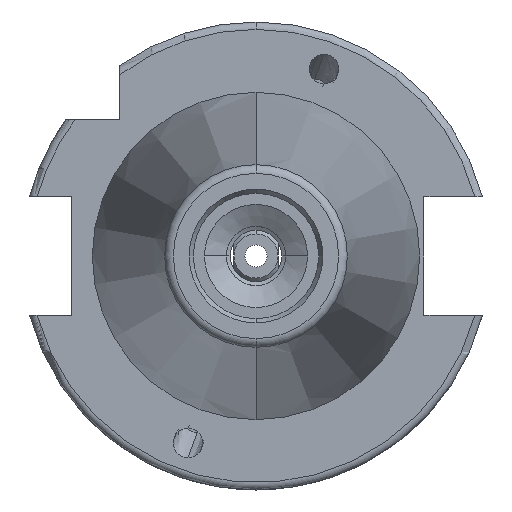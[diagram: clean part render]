
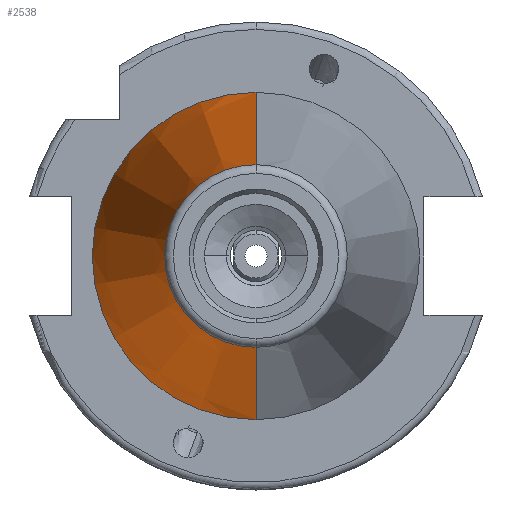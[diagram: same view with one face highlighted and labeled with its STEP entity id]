
A CAD part, left-side view. The second image highlights one B-rep face of the part: STEP entity #2538.
In plain terms, the highlighted conical face has half-angle 8.297 degrees and reference radius 22.225 mm.
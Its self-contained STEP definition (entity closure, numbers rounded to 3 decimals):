
#1 = AXIS2_PLACEMENT_3D ( 'NONE', #8601, #4768, #616 ) ;
#100 = CARTESIAN_POINT ( 'NONE',  ( 0., -22.225, 0. ) ) ;
#321 = CARTESIAN_POINT ( 'NONE',  ( 0., 22.225, 0. ) ) ;
#616 = DIRECTION ( 'NONE',  ( 0., -1., 0. ) ) ;
#1066 = ORIENTED_EDGE ( 'NONE', *, *, #8481, .F. ) ;
#1069 = ORIENTED_EDGE ( 'NONE', *, *, #8089, .F. ) ;
#1284 = CARTESIAN_POINT ( 'NONE',  ( -67.373, 12.4, 0. ) ) ;
#1297 = DIRECTION ( 'NONE',  ( 0.99, -0.144, 0. ) ) ;
#1903 = FACE_OUTER_BOUND ( 'NONE', #3520, .T. ) ;
#2192 = VERTEX_POINT ( 'NONE', #100 ) ;
#2321 = VERTEX_POINT ( 'NONE', #1284 ) ;
#2435 = VERTEX_POINT ( 'NONE', #5077 ) ;
#2538 = ADVANCED_FACE ( 'NONE', ( #1903 ), #8358, .T. ) ;
#2676 = CARTESIAN_POINT ( 'NONE',  ( 0., 0., 0. ) ) ;
#2683 = AXIS2_PLACEMENT_3D ( 'NONE', #3033, #3738, #4088 ) ;
#3033 = CARTESIAN_POINT ( 'NONE',  ( 0., 0., 0. ) ) ;
#3402 = DIRECTION ( 'NONE',  ( 0., -1., 0. ) ) ;
#3520 = EDGE_LOOP ( 'NONE', ( #1069, #7971, #5161, #1066 ) ) ;
#3625 = VERTEX_POINT ( 'NONE', #7426 ) ;
#3738 = DIRECTION ( 'NONE',  ( 1., 0., 0. ) ) ;
#4088 = DIRECTION ( 'NONE',  ( 0., 1., 0. ) ) ;
#4090 = CARTESIAN_POINT ( 'NONE',  ( 0., -22.225, 0. ) ) ;
#4631 = CIRCLE ( 'NONE', #7982, 22.225 ) ;
#4738 = CIRCLE ( 'NONE', #1, 12.4 ) ;
#4768 = DIRECTION ( 'NONE',  ( -1., 0., 0. ) ) ;
#5077 = CARTESIAN_POINT ( 'NONE',  ( 0., 22.225, 0. ) ) ;
#5161 = ORIENTED_EDGE ( 'NONE', *, *, #7499, .T. ) ;
#5833 = VECTOR ( 'NONE', #1297, 1000. ) ;
#6135 = VECTOR ( 'NONE', #6422, 1000. ) ;
#6422 = DIRECTION ( 'NONE',  ( 0.99, 0.144, 0. ) ) ;
#7314 = DIRECTION ( 'NONE',  ( -1., 0., 0. ) ) ;
#7426 = CARTESIAN_POINT ( 'NONE',  ( -67.373, -12.4, 0. ) ) ;
#7499 = EDGE_CURVE ( 'NONE', #2192, #2435, #4631, .T. ) ;
#7543 = LINE ( 'NONE', #4090, #5833 ) ;
#7856 = LINE ( 'NONE', #321, #6135 ) ;
#7971 = ORIENTED_EDGE ( 'NONE', *, *, #8101, .T. ) ;
#7982 = AXIS2_PLACEMENT_3D ( 'NONE', #2676, #7314, #3402 ) ;
#8089 = EDGE_CURVE ( 'NONE', #3625, #2321, #4738, .T. ) ;
#8101 = EDGE_CURVE ( 'NONE', #3625, #2192, #7543, .T. ) ;
#8358 = CONICAL_SURFACE ( 'NONE', #2683, 22.225, 0.145 ) ;
#8481 = EDGE_CURVE ( 'NONE', #2321, #2435, #7856, .T. ) ;
#8601 = CARTESIAN_POINT ( 'NONE',  ( -67.373, 0., 0. ) ) ;
